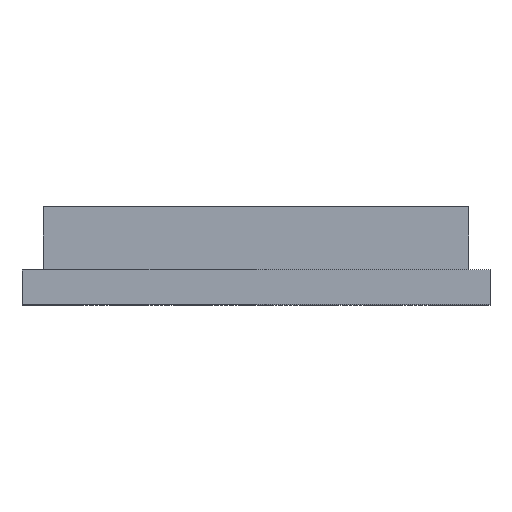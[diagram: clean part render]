
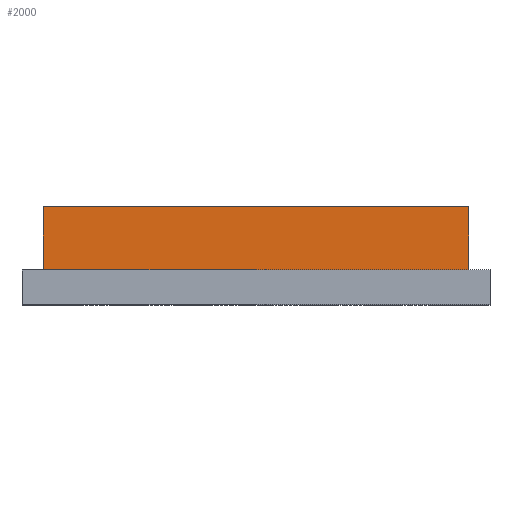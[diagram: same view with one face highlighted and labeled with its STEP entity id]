
A CAD part, top view. The second image highlights one B-rep face of the part: STEP entity #2000.
In plain terms, the highlighted planar face has unit normal (0, 0, 1).
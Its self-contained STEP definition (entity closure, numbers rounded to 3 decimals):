
#18 = CARTESIAN_POINT ( 'NONE',  ( -5., 2.3, 3. ) ) ;
#37 = CARTESIAN_POINT ( 'NONE',  ( 5., 2.3, 3. ) ) ;
#82 = DIRECTION ( 'NONE',  ( 0., -1., 0. ) ) ;
#142 = PLANE ( 'NONE',  #936 ) ;
#150 = EDGE_CURVE ( 'NONE', #1157, #1955, #192, .T. ) ;
#153 = FACE_OUTER_BOUND ( 'NONE', #233, .T. ) ;
#176 = VECTOR ( 'NONE', #360, 1000. ) ;
#186 = ORIENTED_EDGE ( 'NONE', *, *, #517, .F. ) ;
#192 = LINE ( 'NONE', #1587, #176 ) ;
#204 = VERTEX_POINT ( 'NONE', #37 ) ;
#233 = EDGE_LOOP ( 'NONE', ( #286, #1083, #186, #1017 ) ) ;
#265 = CARTESIAN_POINT ( 'NONE',  ( -5., 0.8, 3. ) ) ;
#286 = ORIENTED_EDGE ( 'NONE', *, *, #150, .F. ) ;
#287 = CARTESIAN_POINT ( 'NONE',  ( -5., 2.3, 3. ) ) ;
#298 = CARTESIAN_POINT ( 'NONE',  ( -5., 2.3, 3. ) ) ;
#360 = DIRECTION ( 'NONE',  ( -1., 0., 0. ) ) ;
#517 = EDGE_CURVE ( 'NONE', #2005, #204, #2001, .T. ) ;
#620 = CARTESIAN_POINT ( 'NONE',  ( 5., 0.8, 3. ) ) ;
#867 = DIRECTION ( 'NONE',  ( 0., -1., 0. ) ) ;
#907 = DIRECTION ( 'NONE',  ( 1., 0., 0. ) ) ;
#936 = AXIS2_PLACEMENT_3D ( 'NONE', #18, #1899, #1104 ) ;
#1017 = ORIENTED_EDGE ( 'NONE', *, *, #1526, .T. ) ;
#1083 = ORIENTED_EDGE ( 'NONE', *, *, #1558, .F. ) ;
#1104 = DIRECTION ( 'NONE',  ( -1., 0., 0. ) ) ;
#1147 = CARTESIAN_POINT ( 'NONE',  ( -5., 2.3, 3. ) ) ;
#1157 = VERTEX_POINT ( 'NONE', #620 ) ;
#1474 = CARTESIAN_POINT ( 'NONE',  ( 5., 2.3, 3. ) ) ;
#1477 = VECTOR ( 'NONE', #82, 1000. ) ;
#1526 = EDGE_CURVE ( 'NONE', #2005, #1955, #1765, .T. ) ;
#1558 = EDGE_CURVE ( 'NONE', #204, #1157, #1948, .T. ) ;
#1587 = CARTESIAN_POINT ( 'NONE',  ( 0., 0.8, 3. ) ) ;
#1651 = VECTOR ( 'NONE', #907, 1000. ) ;
#1708 = VECTOR ( 'NONE', #867, 1000. ) ;
#1765 = LINE ( 'NONE', #1147, #1708 ) ;
#1899 = DIRECTION ( 'NONE',  ( 0., 0., -1. ) ) ;
#1948 = LINE ( 'NONE', #1474, #1477 ) ;
#1955 = VERTEX_POINT ( 'NONE', #265 ) ;
#2000 = ADVANCED_FACE ( 'NONE', ( #153 ), #142, .F. ) ;
#2001 = LINE ( 'NONE', #287, #1651 ) ;
#2005 = VERTEX_POINT ( 'NONE', #298 ) ;
